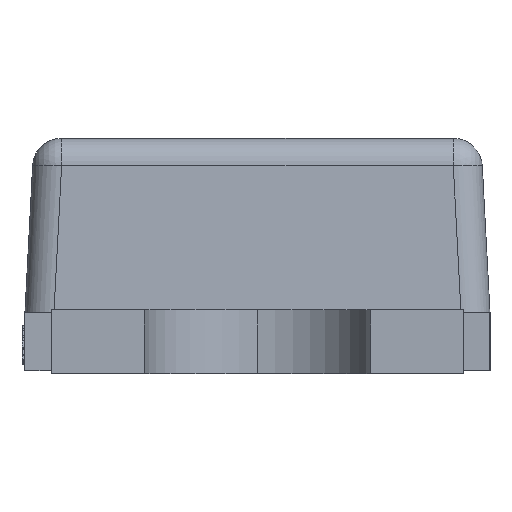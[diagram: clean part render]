
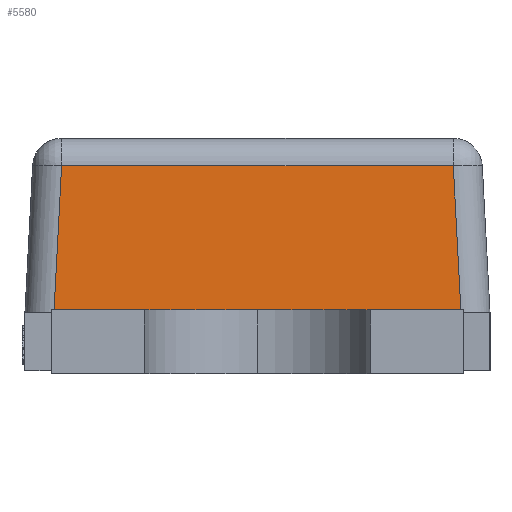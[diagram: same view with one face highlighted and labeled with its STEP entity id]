
A CAD part, left-side view. The second image highlights one B-rep face of the part: STEP entity #5580.
In plain terms, the highlighted planar face has unit normal (-0.999, 0, 0.052).
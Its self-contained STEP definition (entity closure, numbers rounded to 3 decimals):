
#821 = LINE ( 'NONE', #11526, #9093 ) ;
#1149 = VERTEX_POINT ( 'NONE', #9902 ) ;
#1348 = AXIS2_PLACEMENT_3D ( 'NONE', #9544, #10572, #9279 ) ;
#1940 = VERTEX_POINT ( 'NONE', #13748 ) ;
#2009 = ORIENTED_EDGE ( 'NONE', *, *, #6047, .T. ) ;
#2358 = ORIENTED_EDGE ( 'NONE', *, *, #17059, .T. ) ;
#2652 = VECTOR ( 'NONE', #13688, 1000. ) ;
#3802 = PLANE ( 'NONE',  #1348 ) ;
#5387 = VERTEX_POINT ( 'NONE', #10847 ) ;
#5580 = ADVANCED_FACE ( 'NONE', ( #16128 ), #3802, .T. ) ;
#5598 = LINE ( 'NONE', #10953, #2652 ) ;
#6047 = EDGE_CURVE ( 'NONE', #5387, #1940, #10594, .T. ) ;
#6335 = VERTEX_POINT ( 'NONE', #13384 ) ;
#6355 = VECTOR ( 'NONE', #15943, 1000. ) ;
#6532 = LINE ( 'NONE', #13363, #6355 ) ;
#6562 = EDGE_CURVE ( 'NONE', #1940, #1149, #6532, .T. ) ;
#7822 = EDGE_LOOP ( 'NONE', ( #8002, #2009, #11324, #2358 ) ) ;
#8002 = ORIENTED_EDGE ( 'NONE', *, *, #10038, .T. ) ;
#9093 = VECTOR ( 'NONE', #10247, 1000. ) ;
#9279 = DIRECTION ( 'NONE',  ( 0.052, 0., 0.999 ) ) ;
#9483 = CARTESIAN_POINT ( 'NONE',  ( -1., 0.7, 0.195 ) ) ;
#9544 = CARTESIAN_POINT ( 'NONE',  ( -1., 0.8, 0.2 ) ) ;
#9902 = CARTESIAN_POINT ( 'NONE',  ( -1., -0.7, 0.2 ) ) ;
#10038 = EDGE_CURVE ( 'NONE', #6335, #5387, #5598, .T. ) ;
#10247 = DIRECTION ( 'NONE',  ( 0.052, 0.052, 0.997 ) ) ;
#10572 = DIRECTION ( 'NONE',  ( -0.999, 0., 0.052 ) ) ;
#10594 = LINE ( 'NONE', #9483, #14205 ) ;
#10847 = CARTESIAN_POINT ( 'NONE',  ( -0.974, 0.674, 0.705 ) ) ;
#10953 = CARTESIAN_POINT ( 'NONE',  ( -0.974, 0.769, 0.705 ) ) ;
#11324 = ORIENTED_EDGE ( 'NONE', *, *, #6562, .T. ) ;
#11526 = CARTESIAN_POINT ( 'NONE',  ( -0.996, -0.696, 0.278 ) ) ;
#12334 = DIRECTION ( 'NONE',  ( -0.052, 0.052, -0.997 ) ) ;
#13363 = CARTESIAN_POINT ( 'NONE',  ( -1., 0.8, 0.2 ) ) ;
#13384 = CARTESIAN_POINT ( 'NONE',  ( -0.974, -0.674, 0.705 ) ) ;
#13688 = DIRECTION ( 'NONE',  ( 0., 1., 0. ) ) ;
#13748 = CARTESIAN_POINT ( 'NONE',  ( -1., 0.7, 0.2 ) ) ;
#14205 = VECTOR ( 'NONE', #12334, 1000. ) ;
#15943 = DIRECTION ( 'NONE',  ( 0., -1., 0. ) ) ;
#16128 = FACE_OUTER_BOUND ( 'NONE', #7822, .T. ) ;
#17059 = EDGE_CURVE ( 'NONE', #1149, #6335, #821, .T. ) ;
